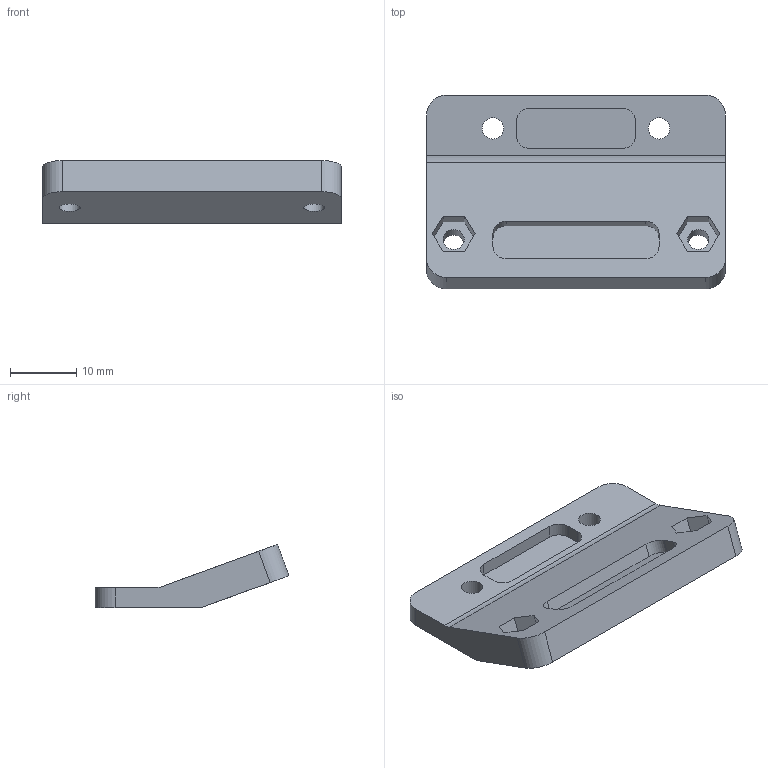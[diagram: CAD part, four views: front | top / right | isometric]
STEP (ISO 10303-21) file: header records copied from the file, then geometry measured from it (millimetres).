
FILE_DESCRIPTION(('FreeCAD Model'),'2;1');
FILE_NAME('SupportGPD2-Bras.step','2015-09-19T10:47:36',('Author'),(''), 'Open CASCADE STEP processor 6.8','FreeCAD','Unknown');
FILE_SCHEMA(('AUTOMOTIVE_DESIGN_CC2 { 1 2 10303 214 -1 1 5 4 }'));
Length unit declared in the file: millimetre
Products named in the file (1): Fillet
Bounding box: 45 x 29.16 x 9.49 mm (x, y, z)
Volume: 4681.6 mm3; surface area: 3551.2 mm2
Topology: 1 solids, 1 shells, 49 faces, 129 edges, 86 vertices
Faces by surface type: plane 32, cylinder 17
Full cylindrical faces by diameter (mm): 3.2 x4
Entity records: 3312 total; most frequent: CARTESIAN_POINT 685, DIRECTION 494, LINE 319, VECTOR 319, ORIENTED_EDGE 258, PCURVE 258, DEFINITIONAL_REPRESENTATION 258, EDGE_CURVE 129
